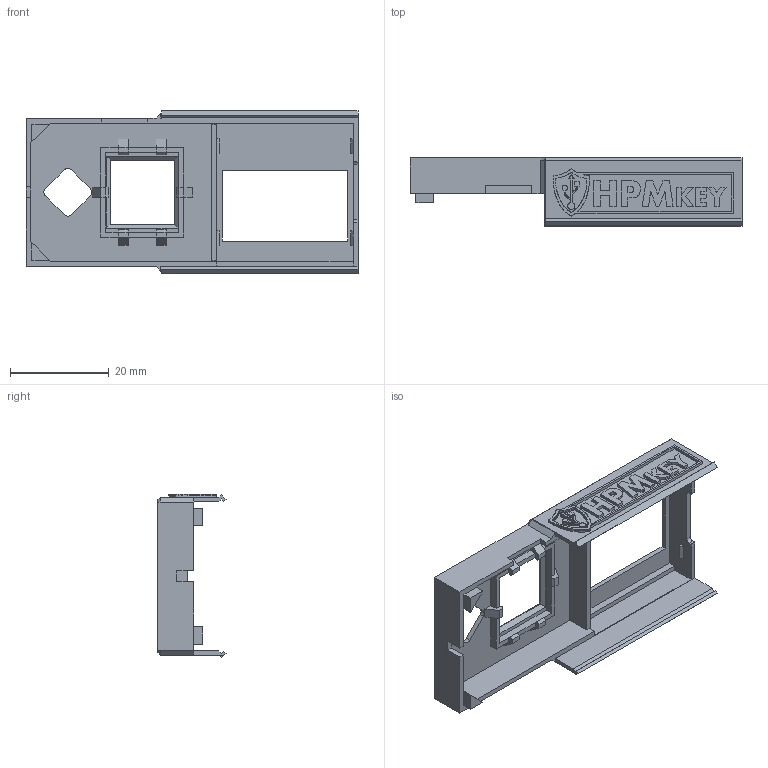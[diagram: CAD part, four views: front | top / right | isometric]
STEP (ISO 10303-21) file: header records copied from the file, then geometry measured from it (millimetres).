
FILE_DESCRIPTION(/* description */ (''),/* implementation_level */ '2;1');
FILE_NAME(/* name */ 'Case Top with clip v2.step',/* time_stamp */ '2023-03-22T15:04:40-04:00',/* author */ (''),/* organization */ (''),/* preprocessor_version */ 'ST-DEVELOPER v19.2',/* originating_system */ 'Autodesk Translation Framework v11.17.0.187',/* authorisation */ '');
FILE_SCHEMA (('AUTOMOTIVE_DESIGN { 1 0 10303 214 3 1 1 }'));
Length unit declared in the file: millimetre
Products named in the file (1): Case Top with clip
Bounding box: 67.4 x 13.82 x 33.2 mm (x, y, z)
Volume: 3949.7 mm3; surface area: 7584.6 mm2
Topology: 1 solids, 1 shells, 905 faces, 2638 edges, 1752 vertices
Faces by surface type: bspline 632, plane 267, cylinder 6
Entity records: 31205 total; most frequent: CARTESIAN_POINT 13512, ORIENTED_EDGE 5276, EDGE_CURVE 2638, DIRECTION 1934, VERTEX_POINT 1752, LINE 1362, VECTOR 1362, EDGE_LOOP 928
